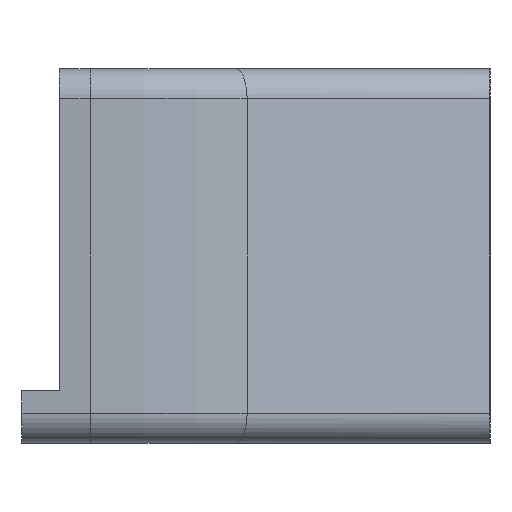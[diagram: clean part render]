
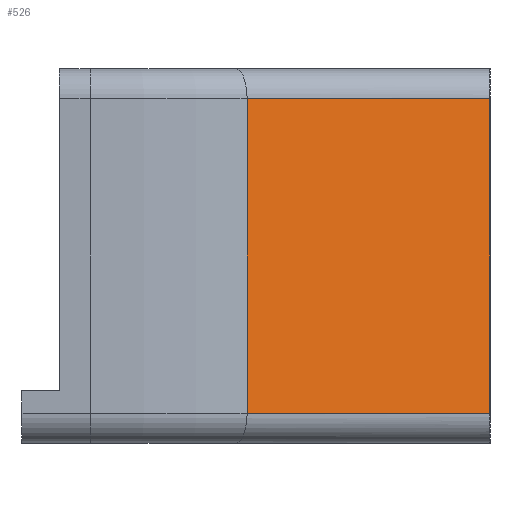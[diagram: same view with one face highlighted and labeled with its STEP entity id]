
A CAD part, left-side view. The second image highlights one B-rep face of the part: STEP entity #526.
In plain terms, the highlighted planar face has unit normal (-0.925, -0.381, 0).
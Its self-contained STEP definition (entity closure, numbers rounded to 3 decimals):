
#92=FACE_OUTER_BOUND('',#126,.T.);
#126=EDGE_LOOP('',(#459,#460,#461,#462));
#138=LINE('',#806,#178);
#139=LINE('',#813,#179);
#166=LINE('',#907,#206);
#171=LINE('',#924,#211);
#178=VECTOR('',#630,8.4);
#179=VECTOR('',#637,7.016);
#206=VECTOR('',#736,8.4);
#211=VECTOR('',#757,7.016);
#219=VERTEX_POINT('',#791);
#226=VERTEX_POINT('',#804);
#229=VERTEX_POINT('',#812);
#260=VERTEX_POINT('',#906);
#274=EDGE_CURVE('',#226,#219,#138,.T.);
#277=EDGE_CURVE('',#219,#229,#139,.T.);
#324=EDGE_CURVE('',#229,#260,#166,.T.);
#334=EDGE_CURVE('',#260,#226,#171,.T.);
#459=ORIENTED_EDGE('',*,*,#277,.F.);
#460=ORIENTED_EDGE('',*,*,#274,.F.);
#461=ORIENTED_EDGE('',*,*,#334,.F.);
#462=ORIENTED_EDGE('',*,*,#324,.F.);
#503=PLANE('',#601);
#526=ADVANCED_FACE('',(#92),#503,.T.);
#601=AXIS2_PLACEMENT_3D('',#925,#758,#759);
#630=DIRECTION('',(0.,0.,-1.));
#637=DIRECTION('',(-0.381,0.925,0.));
#736=DIRECTION('',(0.,0.,1.));
#757=DIRECTION('',(0.381,-0.925,0.));
#758=DIRECTION('center_axis',(-0.925,-0.381,0.));
#759=DIRECTION('ref_axis',(-0.381,0.925,0.));
#791=CARTESIAN_POINT('',(-12.5,0.,-5.2));
#804=CARTESIAN_POINT('',(-12.5,0.,3.2));
#806=CARTESIAN_POINT('',(-12.5,0.,3.2));
#812=CARTESIAN_POINT('',(-15.171,6.488,-5.2));
#813=CARTESIAN_POINT('',(-12.5,0.,-5.2));
#906=CARTESIAN_POINT('',(-15.171,6.488,3.2));
#907=CARTESIAN_POINT('',(-15.171,6.488,-5.2));
#924=CARTESIAN_POINT('',(-15.171,6.488,3.2));
#925=CARTESIAN_POINT('Origin',(-14.25,4.25,-1.));
